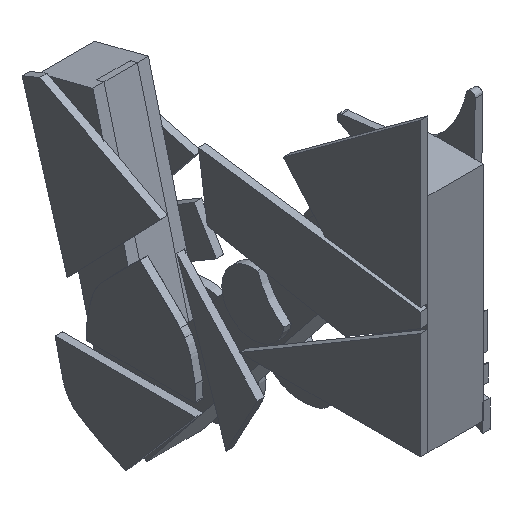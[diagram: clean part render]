
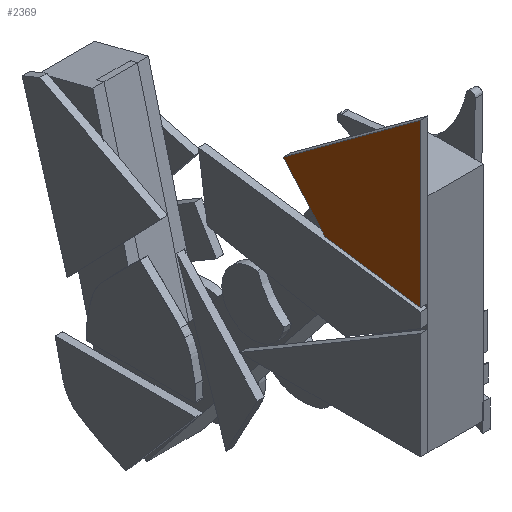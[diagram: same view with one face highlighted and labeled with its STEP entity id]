
A CAD part, isometric view. The second image highlights one B-rep face of the part: STEP entity #2369.
In plain terms, the highlighted planar face has unit normal (-1, 0, 0).
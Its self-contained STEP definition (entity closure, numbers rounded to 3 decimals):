
#215=FACE_OUTER_BOUND('',#371,.T.);
#371=EDGE_LOOP('',(#1763,#1764,#1765,#1766));
#585=LINE('',#3439,#839);
#588=LINE('',#3445,#842);
#591=LINE('',#3451,#845);
#594=LINE('',#3455,#848);
#839=VECTOR('',#2865,10.);
#842=VECTOR('',#2870,10.);
#845=VECTOR('',#2875,10.);
#848=VECTOR('',#2880,10.);
#1055=VERTEX_POINT('',#3436);
#1056=VERTEX_POINT('',#3438);
#1058=VERTEX_POINT('',#3444);
#1060=VERTEX_POINT('',#3450);
#1311=EDGE_CURVE('',#1056,#1055,#585,.T.);
#1314=EDGE_CURVE('',#1058,#1056,#588,.T.);
#1317=EDGE_CURVE('',#1060,#1058,#591,.T.);
#1320=EDGE_CURVE('',#1055,#1060,#594,.T.);
#1763=ORIENTED_EDGE('',*,*,#1320,.T.);
#1764=ORIENTED_EDGE('',*,*,#1317,.T.);
#1765=ORIENTED_EDGE('',*,*,#1314,.T.);
#1766=ORIENTED_EDGE('',*,*,#1311,.T.);
#2243=PLANE('',#2560);
#2369=ADVANCED_FACE('',(#215),#2243,.T.);
#2560=AXIS2_PLACEMENT_3D('',#3456,#2881,#2882);
#2865=DIRECTION('',(0.,-0.653,-0.758));
#2870=DIRECTION('',(0.,0.807,-0.591));
#2875=DIRECTION('',(0.,0.,1.));
#2880=DIRECTION('',(0.,-0.99,-0.14));
#2881=DIRECTION('center_axis',(-1.,0.,0.));
#2882=DIRECTION('ref_axis',(0.,0.,1.));
#3436=CARTESIAN_POINT('',(2.5,2.58,-13.056));
#3438=CARTESIAN_POINT('',(2.5,3.706,-11.75));
#3439=CARTESIAN_POINT('',(2.5,2.58,-13.056));
#3444=CARTESIAN_POINT('',(2.5,0.004,-9.037));
#3445=CARTESIAN_POINT('',(2.5,3.706,-11.75));
#3450=CARTESIAN_POINT('',(2.5,0.004,-13.421));
#3451=CARTESIAN_POINT('',(2.5,0.004,-9.037));
#3455=CARTESIAN_POINT('',(2.5,2.58,-13.056));
#3456=CARTESIAN_POINT('Origin',(2.5,3.001,-12.071));
